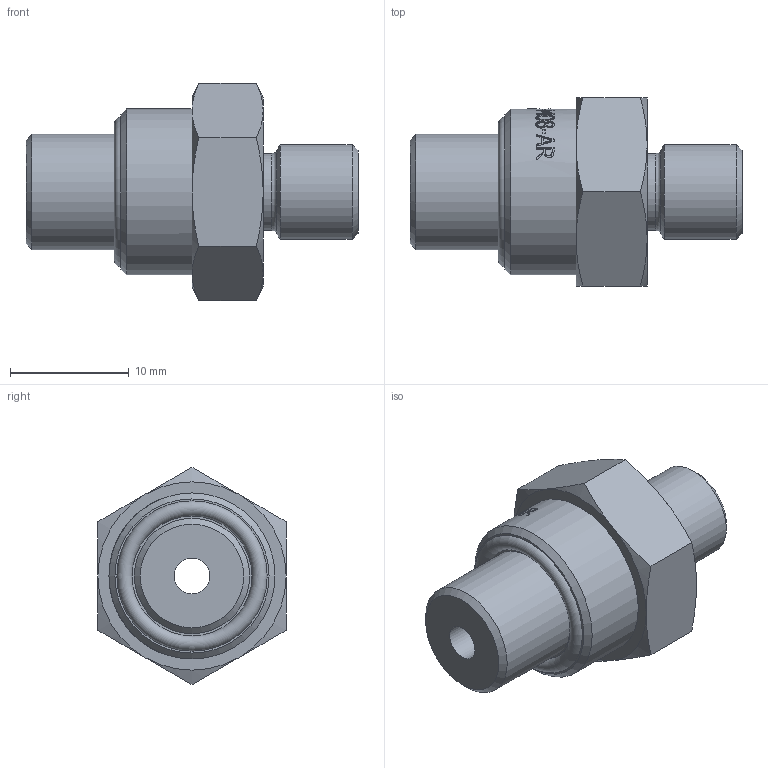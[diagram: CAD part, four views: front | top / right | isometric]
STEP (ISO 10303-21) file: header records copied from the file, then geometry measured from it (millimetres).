
FILE_DESCRIPTION(/* description */ (''),/* implementation_level */ '2;1');
FILE_NAME(/* name */ 'PNK-G1-8-M08-AR.stp',/* time_stamp */ '2025-02-11T08:57:04-03:00',/* author */ ('Jefferson'),/* organization */ (''),/* preprocessor_version */ 'ST-DEVELOPER v19',/* originating_system */ 'Autodesk Inventor 2023',/* authorisation */ '');
FILE_SCHEMA (('AUTOMOTIVE_DESIGN { 1 0 10303 214 3 1 1 }'));
Length unit declared in the file: millimetre
Products named in the file (1): PNK-G1-8-M08-AR
Bounding box: 28 x 15.88 x 18.33 mm (x, y, z)
Volume: 2988.5 mm3; surface area: 1740.3 mm2
Topology: 1 solids, 1 shells, 242 faces, 622 edges, 410 vertices
Faces by surface type: bspline 101, plane 94, cylinder 29, cone 16, torus 2
Full cylindrical faces by diameter (mm): 3 x1, 4 x1, 6.5 x1, 8 x1, 9.728 x1, 14 x1
Entity records: 9722 total; most frequent: CARTESIAN_POINT 4404, ORIENTED_EDGE 1244, DIRECTION 806, EDGE_CURVE 622, VERTEX_POINT 410, EDGE_LOOP 272, LINE 270, VECTOR 270
